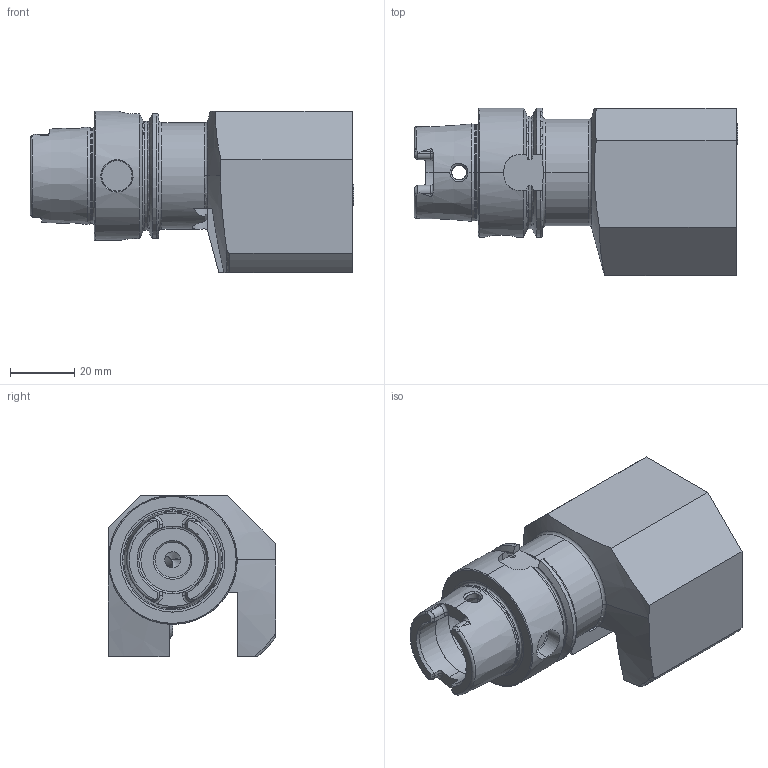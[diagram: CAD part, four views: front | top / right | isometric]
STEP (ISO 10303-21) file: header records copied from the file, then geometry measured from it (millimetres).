
FILE_DESCRIPTION (( 'STEP AP203' ), '1' );
FILE_NAME ('HA4-V20.RSo.080.STEP', '2015-03-23T09:36:10', ( 'SwiAdmin' ), ( '' ), 'SwSTEP 2.0', 'SolidWorks 2012', '' );
FILE_SCHEMA (( 'CONFIG_CONTROL_DESIGN' ));
Length unit declared in the file: millimetre
Products named in the file (5): HA4-V20.RSo.080; KU1-U12.003.010_A; KU1-U12.002.010_A; ISO 4026 - M10 x 18; HA4-V20.RSo.080_A_Fertigbearbeitung
Assembly tree (5 placements, depth 2):
  HA4-V20.RSo.080
    HA4-V20.RSo.080_A_Fertigbearbeitung
    ISO 4026 - M10 x 18  x2
    KU1-U12.002.010_A
    KU1-U12.003.010_A
Bounding box: 100.38 x 52 x 50 mm (x, y, z)
Volume: 123191.7 mm3; surface area: 27233.6 mm2
Topology: 5 solids, 5 shells, 268 faces, 709 edges, 444 vertices
Faces by surface type: plane 93, cylinder 74, cone 55, torus 37, bspline 5, sphere 4
Entity records: 9685 total; most frequent: CARTESIAN_POINT 2975, ORIENTED_EDGE 1332, DIRECTION 1282, EDGE_CURVE 666, AXIS2_PLACEMENT_3D 515, VERTEX_POINT 421, EDGE_LOOP 267, CIRCLE 259
